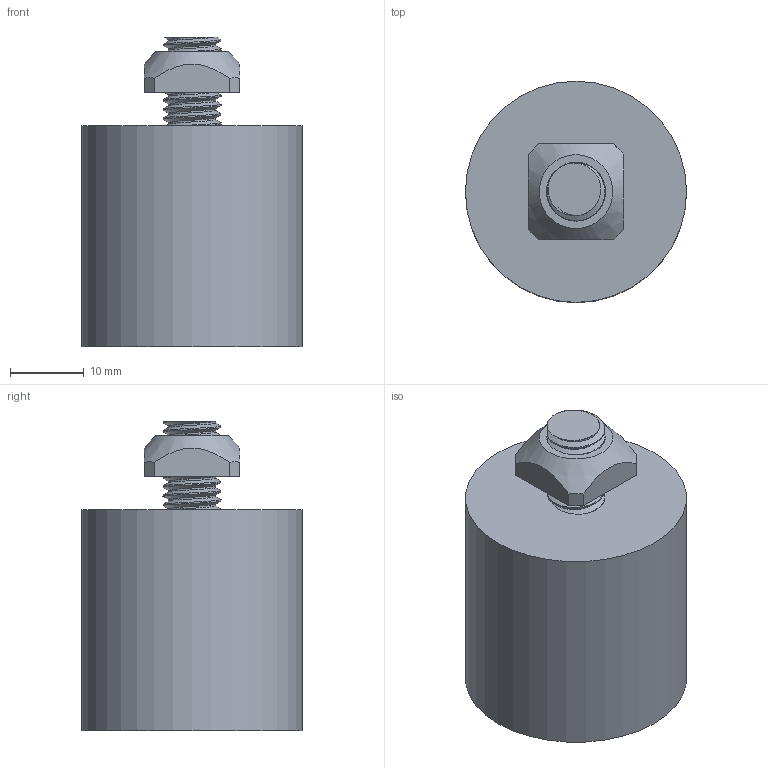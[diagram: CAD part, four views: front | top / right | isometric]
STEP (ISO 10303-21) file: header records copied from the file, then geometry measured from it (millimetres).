
FILE_DESCRIPTION(/* description */ (''),/* implementation_level */ '2;1');
FILE_NAME(/* name */ '52-410-1 003.step',/* time_stamp */ '2020-12-29T15:10:31-05:00',/* author */ (''),/* organization */ (''),/* preprocessor_version */ 'ST-DEVELOPER v18.1',/* originating_system */ 'Autodesk Translation Framework v9.7.1.1290',/* authorisation */ '');
FILE_SCHEMA (('AUTOMOTIVE_DESIGN { 1 0 10303 214 3 1 1 }'));
Length unit declared in the file: millimetre
Products named in the file (3): 52-410-1; 21.1759_1 STOPPER 30; 21.1351 M8 SQUARE NUT
Assembly tree (2 placements, depth 2):
  52-410-1
    21.1759_1 STOPPER 30
    21.1351 M8 SQUARE NUT
Bounding box: 30 x 30 x 42 mm (x, y, z)
Volume: 22194.1 mm3; surface area: 5241.8 mm2
Topology: 2 solids, 2 shells, 39 faces, 102 edges, 68 vertices
Faces by surface type: cylinder 23, plane 13, bspline 2, cone 1
Full cylindrical faces by diameter (mm): 6.446 x4, 7.866 x6, 8 x1, 30 x1
Entity records: 2715 total; most frequent: CARTESIAN_POINT 1755, ORIENTED_EDGE 204, DIRECTION 142, EDGE_CURVE 102, VERTEX_POINT 68, AXIS2_PLACEMENT_3D 52, B_SPLINE_CURVE_WITH_KNOTS 46, EDGE_LOOP 42
